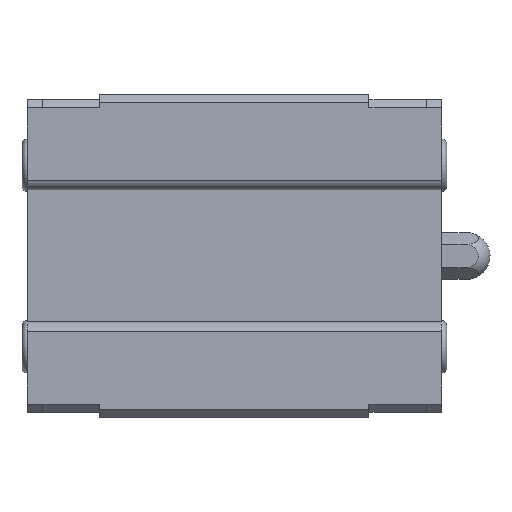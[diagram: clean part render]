
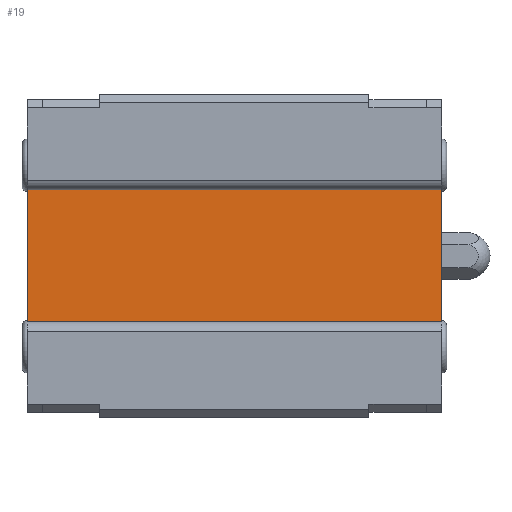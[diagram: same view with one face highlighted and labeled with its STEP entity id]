
A CAD part, front view. The second image highlights one B-rep face of the part: STEP entity #19.
In plain terms, the highlighted planar face has unit normal (0, -1, 0).
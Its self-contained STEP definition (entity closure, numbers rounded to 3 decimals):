
#13 = EDGE_LOOP ( 'NONE', ( #38, #41, #42, #18 ) ) ;
#18 = ORIENTED_EDGE ( 'NONE', *, *, #997, .F. ) ;
#19 = ADVANCED_FACE ( 'NONE', ( #1068 ), #1067, .F. ) ;
#20 = EDGE_CURVE ( 'NONE', #1040, #699, #1066, .T. ) ;
#38 = ORIENTED_EDGE ( 'NONE', *, *, #20, .T. ) ;
#41 = ORIENTED_EDGE ( 'NONE', *, *, #730, .F. ) ;
#42 = ORIENTED_EDGE ( 'NONE', *, *, #43, .F. ) ;
#43 = EDGE_CURVE ( 'NONE', #967, #705, #1146, .T. ) ;
#699 = VERTEX_POINT ( 'NONE', #2060 ) ;
#705 = VERTEX_POINT ( 'NONE', #2116 ) ;
#730 = EDGE_CURVE ( 'NONE', #705, #699, #2142, .T. ) ;
#967 = VERTEX_POINT ( 'NONE', #2577 ) ;
#997 = EDGE_CURVE ( 'NONE', #1040, #967, #2655, .T. ) ;
#1040 = VERTEX_POINT ( 'NONE', #2704 ) ;
#1059 = DIRECTION ( 'NONE',  ( -1., 0., 0. ) ) ;
#1060 = VECTOR ( 'NONE', #1059, 1000. ) ;
#1061 = CARTESIAN_POINT ( 'NONE',  ( 13.35, 6., 7. ) ) ;
#1062 = DIRECTION ( 'NONE',  ( 0., 0., 1. ) ) ;
#1063 = DIRECTION ( 'NONE',  ( 0., 1., 0. ) ) ;
#1064 = CARTESIAN_POINT ( 'NONE',  ( 13.35, 6., 7. ) ) ;
#1065 = AXIS2_PLACEMENT_3D ( 'NONE', #1064, #1063, #1062 ) ;
#1066 = LINE ( 'NONE', #1061, #1060 ) ;
#1067 = PLANE ( 'NONE',  #1065 ) ;
#1068 = FACE_OUTER_BOUND ( 'NONE', #13, .T. ) ;
#1143 = DIRECTION ( 'NONE',  ( -1., 0., 0. ) ) ;
#1144 = VECTOR ( 'NONE', #1143, 1000. ) ;
#1145 = CARTESIAN_POINT ( 'NONE',  ( 13.35, 6., -7. ) ) ;
#1146 = LINE ( 'NONE', #1145, #1144 ) ;
#2060 = CARTESIAN_POINT ( 'NONE',  ( -20.55, 6., 7. ) ) ;
#2116 = CARTESIAN_POINT ( 'NONE',  ( -20.55, 6., -7. ) ) ;
#2139 = DIRECTION ( 'NONE',  ( 0., 0., 1. ) ) ;
#2140 = VECTOR ( 'NONE', #2139, 1000. ) ;
#2141 = CARTESIAN_POINT ( 'NONE',  ( -20.55, 6., -7. ) ) ;
#2142 = LINE ( 'NONE', #2141, #2140 ) ;
#2577 = CARTESIAN_POINT ( 'NONE',  ( 20.55, 6., -7. ) ) ;
#2652 = DIRECTION ( 'NONE',  ( 0., 0., -1. ) ) ;
#2653 = VECTOR ( 'NONE', #2652, 1000. ) ;
#2654 = CARTESIAN_POINT ( 'NONE',  ( 20.55, 6., 7. ) ) ;
#2655 = LINE ( 'NONE', #2654, #2653 ) ;
#2704 = CARTESIAN_POINT ( 'NONE',  ( 20.55, 6., 7. ) ) ;
